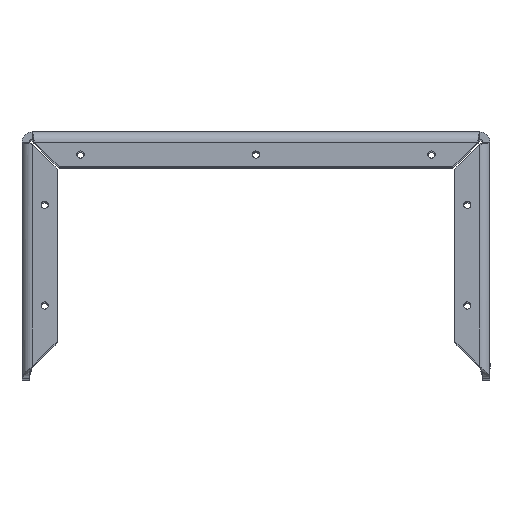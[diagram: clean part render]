
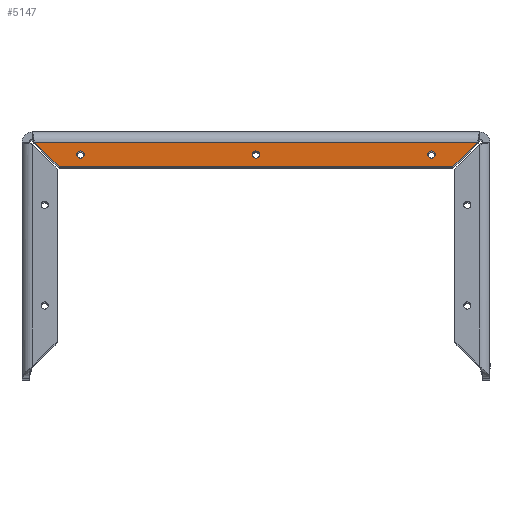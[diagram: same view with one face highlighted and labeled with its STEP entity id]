
A CAD part, top view. The second image highlights one B-rep face of the part: STEP entity #5147.
In plain terms, the highlighted planar face has unit normal (0, 0, 1).
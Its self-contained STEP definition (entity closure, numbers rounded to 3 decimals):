
#38=FACE_BOUND('',#953,.T.);
#39=FACE_BOUND('',#954,.T.);
#40=FACE_BOUND('',#955,.T.);
#410=PLANE('',#5529);
#666=FACE_OUTER_BOUND('',#952,.T.);
#952=EDGE_LOOP('',(#4366,#4367,#4368,#4369));
#953=EDGE_LOOP('',(#4370));
#954=EDGE_LOOP('',(#4371));
#955=EDGE_LOOP('',(#4372));
#1533=LINE('',#8957,#2010);
#1539=LINE('',#8986,#2016);
#1543=LINE('',#9056,#2020);
#1545=LINE('',#9059,#2022);
#2010=VECTOR('',#6670,10.);
#2016=VECTOR('',#6680,10.);
#2020=VECTOR('',#6686,10.);
#2022=VECTOR('',#6690,10.);
#2170=CIRCLE('',#5476,1.23);
#2174=CIRCLE('',#5482,1.23);
#2178=CIRCLE('',#5488,1.23);
#2564=VERTEX_POINT('',#8422);
#2568=VERTEX_POINT('',#8434);
#2572=VERTEX_POINT('',#8446);
#2637=VERTEX_POINT('',#8955);
#2638=VERTEX_POINT('',#8956);
#2645=VERTEX_POINT('',#8985);
#2648=VERTEX_POINT('',#9055);
#3213=EDGE_CURVE('',#2564,#2564,#2170,.T.);
#3219=EDGE_CURVE('',#2568,#2568,#2174,.T.);
#3225=EDGE_CURVE('',#2572,#2572,#2178,.T.);
#3327=EDGE_CURVE('',#2637,#2638,#1533,.T.);
#3335=EDGE_CURVE('',#2645,#2638,#1539,.T.);
#3343=EDGE_CURVE('',#2637,#2648,#1543,.T.);
#3345=EDGE_CURVE('',#2648,#2645,#1545,.T.);
#4366=ORIENTED_EDGE('',*,*,#3327,.T.);
#4367=ORIENTED_EDGE('',*,*,#3335,.F.);
#4368=ORIENTED_EDGE('',*,*,#3345,.F.);
#4369=ORIENTED_EDGE('',*,*,#3343,.F.);
#4370=ORIENTED_EDGE('',*,*,#3213,.T.);
#4371=ORIENTED_EDGE('',*,*,#3219,.T.);
#4372=ORIENTED_EDGE('',*,*,#3225,.T.);
#5147=ADVANCED_FACE('',(#666,#38,#39,#40),#410,.T.);
#5476=AXIS2_PLACEMENT_3D('',#8423,#6494,#6495);
#5482=AXIS2_PLACEMENT_3D('',#8435,#6508,#6509);
#5488=AXIS2_PLACEMENT_3D('',#8447,#6522,#6523);
#5529=AXIS2_PLACEMENT_3D('',#9060,#6691,#6692);
#6494=DIRECTION('center_axis',(0.,0.,
-1.));
#6495=DIRECTION('ref_axis',(1.,0.,0.));
#6508=DIRECTION('center_axis',(0.,0.,
-1.));
#6509=DIRECTION('ref_axis',(1.,0.,0.));
#6522=DIRECTION('center_axis',(0.,0.,
-1.));
#6523=DIRECTION('ref_axis',(1.,0.,0.));
#6670=DIRECTION('',(-1.,0.,0.));
#6680=DIRECTION('',(-0.707,0.707,0.));
#6686=DIRECTION('',(-0.707,-0.707,0.));
#6690=DIRECTION('',(-1.,0.,0.));
#6691=DIRECTION('center_axis',(0.,0.,
1.));
#6692=DIRECTION('ref_axis',(0.,-1.,0.));
#8422=CARTESIAN_POINT('',(58.77,-5.25,160.));
#8423=CARTESIAN_POINT('Origin',(60.,-5.25,160.));
#8434=CARTESIAN_POINT('',(-1.23,-5.25,160.));
#8435=CARTESIAN_POINT('Origin',(0.,-5.25,
160.));
#8446=CARTESIAN_POINT('',(-61.23,-5.25,160.));
#8447=CARTESIAN_POINT('Origin',(-60.,-5.25,160.));
#8955=CARTESIAN_POINT('',(75.793,-1.,160.));
#8956=CARTESIAN_POINT('',(-75.793,-1.,160.));
#8957=CARTESIAN_POINT('',(0.,-1.,160.));
#8985=CARTESIAN_POINT('',(-67.293,-9.5,160.));
#8986=CARTESIAN_POINT('',(-75.793,-1.,160.));
#9055=CARTESIAN_POINT('',(67.293,-9.5,160.));
#9056=CARTESIAN_POINT('',(75.793,-1.,160.));
#9059=CARTESIAN_POINT('',(67.293,-9.5,160.));
#9060=CARTESIAN_POINT('Origin',(0.,-3.294,
160.));
